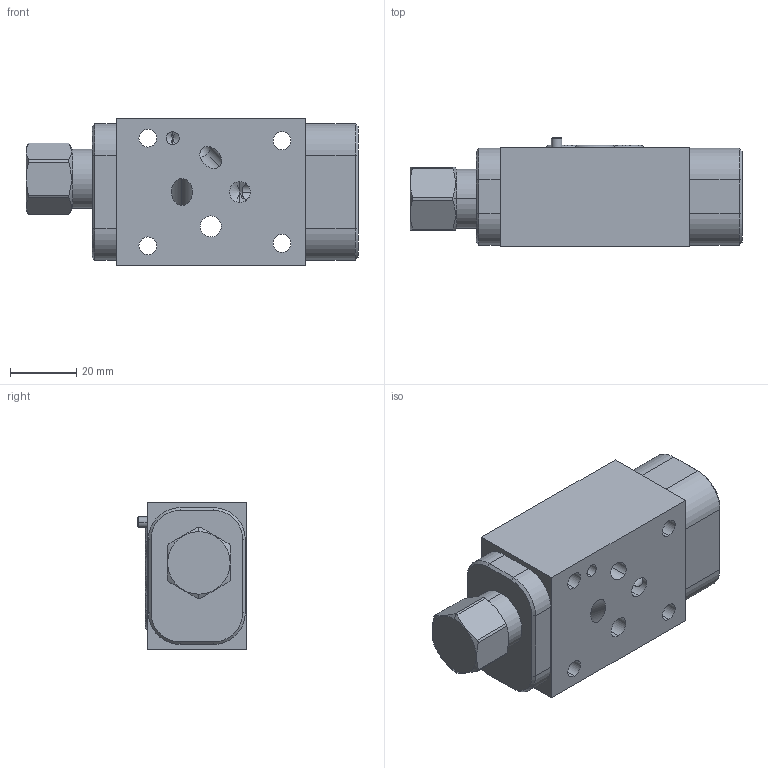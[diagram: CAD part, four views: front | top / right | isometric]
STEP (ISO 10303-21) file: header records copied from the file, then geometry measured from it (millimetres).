
FILE_DESCRIPTION((''),'2;1');
FILE_NAME('X7K_ASM','2023-12-08T',('ProEService'),(''),'PRO/ENGINEER BY PARAMETRIC TECHNOLOGY CORPORATION, 2014200','PRO/ENGINEER BY PARAMETRIC TECHNOLOGY CORPORATION, 2014200','');
FILE_SCHEMA(('CONFIG_CONTROL_DESIGN'));
Length unit declared in the file: inch
Products named in the file (5): 157-869; CXBAXCN; 500-001-012; 811-001-006; X7K_ASM
Assembly tree (7 placements, depth 2):
  X7K_ASM
    157-869
    CXBAXCN
    500-001-012  x4
    811-001-006
Bounding box: 100.25 x 32.92 x 44.45 mm (x, y, z)
Volume: 94260.6 mm3; surface area: 26960.9 mm2
Topology: 8 solids, 8 shells, 364 faces, 1203 edges, 1017 vertices
Faces by surface type: cylinder 161, plane 73, cone 71, torus 34, revolution 22, sphere 3
Entity records: 15139 total; most frequent: CARTESIAN_POINT 5042, DIRECTION 2139, ORIENTED_EDGE 1694, EDGE_CURVE 847, AXIS2_PLACEMENT_3D 758, VECTOR 613, LINE 613, VERTEX_POINT 526
